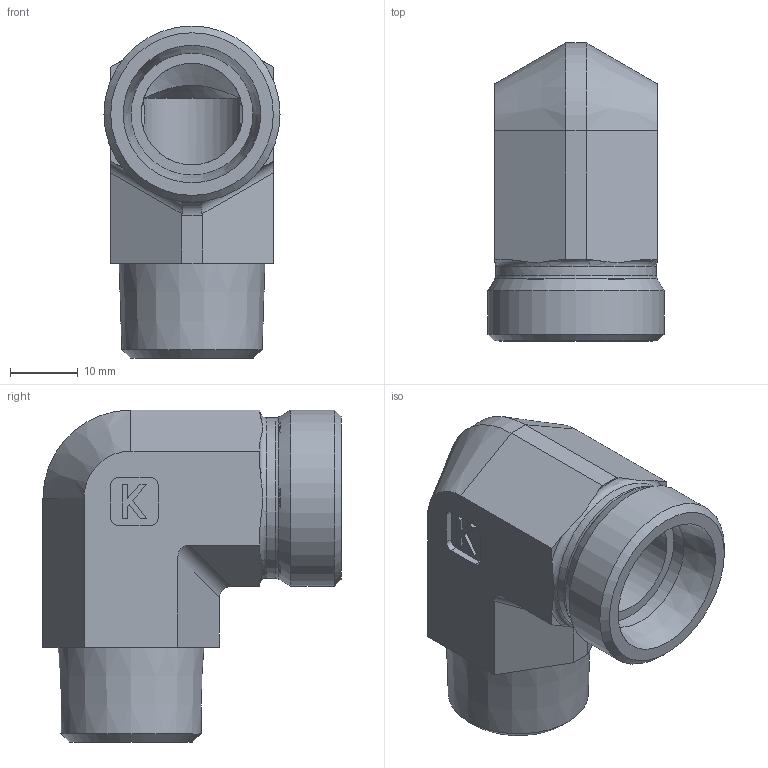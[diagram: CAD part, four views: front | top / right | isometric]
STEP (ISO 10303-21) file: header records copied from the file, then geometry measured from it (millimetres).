
FILE_DESCRIPTION((''),'2;1');
FILE_NAME('23002184826.stp','2014-08-27T10:39:12',(''),('KNOMI spol. s r. o.'),'Autodesk Inventor 2012','Autodesk Inventor 2012','');
FILE_SCHEMA(('AUTOMOTIVE_DESIGN { 1 2 10303 214 0 1 1 1 }'));
Length unit declared in the file: millimetre
Products named in the file (1): LHCR2 18LRkuž R1/2/M26x1
Bounding box: 26 x 43.99 x 49 mm (x, y, z)
Volume: 18148.1 mm3; surface area: 8874.9 mm2
Topology: 1 solids, 1 shells, 87 faces, 205 edges, 129 vertices
Faces by surface type: plane 54, cylinder 17, cone 14, torus 2
Full cylindrical faces by diameter (mm): 15 x2, 18 x1, 23.7 x1, 26 x1
Entity records: 2446 total; most frequent: CARTESIAN_POINT 501, DIRECTION 404, ORIENTED_EDGE 370, EDGE_CURVE 185, AXIS2_PLACEMENT_3D 148, VERTEX_POINT 123, EDGE_LOOP 112, VECTOR 108
